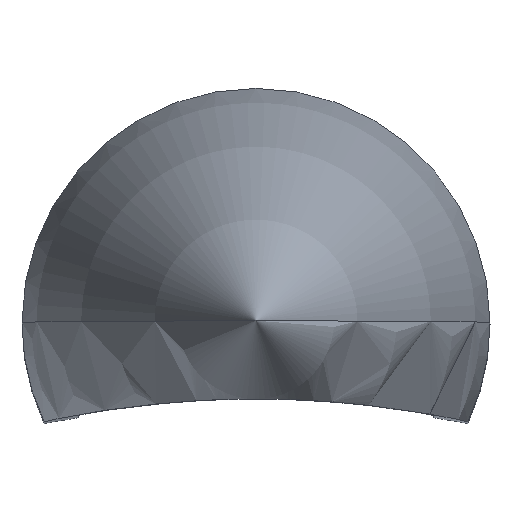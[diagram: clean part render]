
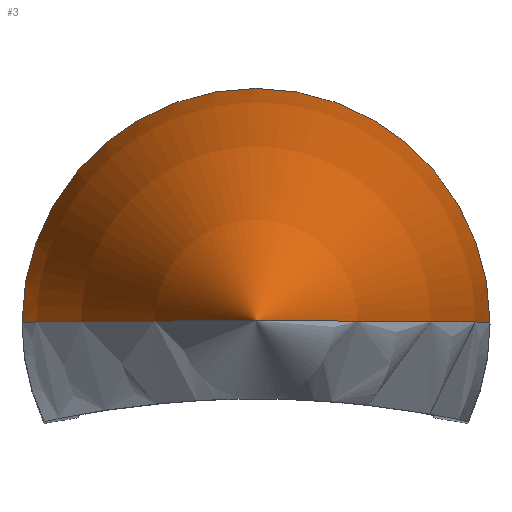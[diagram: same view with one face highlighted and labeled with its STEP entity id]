
A CAD part, top view. The second image highlights one B-rep face of the part: STEP entity #3.
In plain terms, the highlighted toroidal (fillet/blend) face has major radius 154.396 mm and minor radius 172.176 mm.
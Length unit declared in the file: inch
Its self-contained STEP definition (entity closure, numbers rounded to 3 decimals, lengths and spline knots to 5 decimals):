
#3 = ADVANCED_FACE ( 'NONE', ( #214 ), #440, .T. ) ;
#16 = DIRECTION ( 'NONE',  ( 0., -1., 0. ) ) ;
#45 = DIRECTION ( 'NONE',  ( 1., 0., 0. ) ) ;
#49 = AXIS2_PLACEMENT_3D ( 'NONE', #309, #610, #751 ) ;
#81 = DIRECTION ( 'NONE',  ( 0., 0., 1. ) ) ;
#82 = CARTESIAN_POINT ( 'NONE',  ( 0., 0., 0. ) ) ;
#165 = CARTESIAN_POINT ( 'NONE',  ( 0., 0., -3. ) ) ;
#170 = ORIENTED_EDGE ( 'NONE', *, *, #740, .T. ) ;
#200 = CARTESIAN_POINT ( 'NONE',  ( -0.7, 0., -3. ) ) ;
#211 = AXIS2_PLACEMENT_3D ( 'NONE', #332, #81, #624 ) ;
#214 = FACE_OUTER_BOUND ( 'NONE', #335, .T. ) ;
#215 = CARTESIAN_POINT ( 'NONE',  ( 0.7, 0., -3. ) ) ;
#219 = VERTEX_POINT ( 'NONE', #200 ) ;
#240 = CIRCLE ( 'NONE', #248, 6.77857 ) ;
#248 = AXIS2_PLACEMENT_3D ( 'NONE', #613, #16, #687 ) ;
#309 = CARTESIAN_POINT ( 'NONE',  ( 6.07857, 0., -3. ) ) ;
#328 = DIRECTION ( 'NONE',  ( 0., 0., 1. ) ) ;
#332 = CARTESIAN_POINT ( 'NONE',  ( 0., 0., -3. ) ) ;
#335 = EDGE_LOOP ( 'NONE', ( #663, #170, #612 ) ) ;
#431 = CIRCLE ( 'NONE', #211, 0.7 ) ;
#440 = TOROIDAL_SURFACE ( 'NONE', #760, -6.07857, 6.77857 ) ;
#481 = EDGE_CURVE ( 'NONE', #519, #649, #240, .T. ) ;
#500 = EDGE_CURVE ( 'NONE', #519, #219, #431, .T. ) ;
#519 = VERTEX_POINT ( 'NONE', #215 ) ;
#610 = DIRECTION ( 'NONE',  ( 0., 1., 0. ) ) ;
#612 = ORIENTED_EDGE ( 'NONE', *, *, #481, .F. ) ;
#613 = CARTESIAN_POINT ( 'NONE',  ( -6.07857, 0., -3. ) ) ;
#624 = DIRECTION ( 'NONE',  ( 1., 0., 0. ) ) ;
#649 = VERTEX_POINT ( 'NONE', #82 ) ;
#663 = ORIENTED_EDGE ( 'NONE', *, *, #500, .T. ) ;
#680 = CIRCLE ( 'NONE', #49, 6.77857 ) ;
#687 = DIRECTION ( 'NONE',  ( 0., 0., -1. ) ) ;
#740 = EDGE_CURVE ( 'NONE', #219, #649, #680, .T. ) ;
#751 = DIRECTION ( 'NONE',  ( -1., 0., 0. ) ) ;
#760 = AXIS2_PLACEMENT_3D ( 'NONE', #165, #328, #45 ) ;
